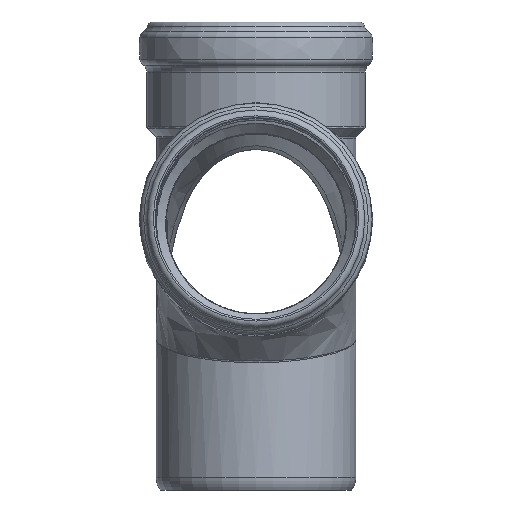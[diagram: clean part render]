
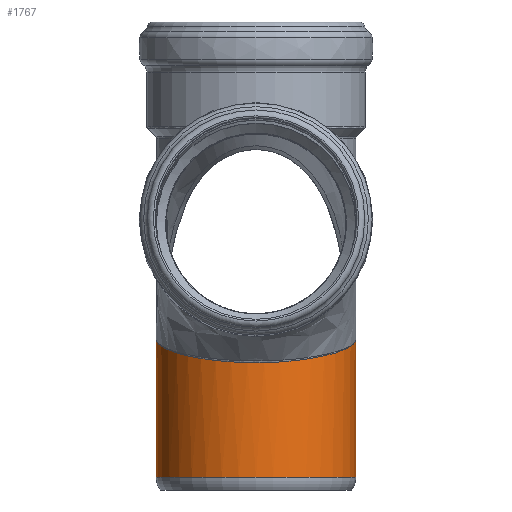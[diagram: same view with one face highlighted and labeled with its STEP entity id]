
A CAD part, left-side view. The second image highlights one B-rep face of the part: STEP entity #1767.
In plain terms, the highlighted cylindrical face has radius 55.05 mm (diameter 110.1 mm), a full revolution.
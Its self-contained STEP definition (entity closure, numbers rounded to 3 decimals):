
#89=B_SPLINE_CURVE_WITH_KNOTS('',3,(#4251,#4252,#4253,#4254,#4255,#4256,
#4257,#4258,#4259,#4260,#4261,#4262,#4263,#4264,#4265),.UNSPECIFIED.,.F.,
 .F.,(4,2,1,1,1,1,1,1,1,1,1,4),(-17.919,-17.911,-17.016,
-16.12,-15.224,-14.329,-13.433,
-12.538,-11.642,-10.747,-9.851,
-8.956),.UNSPECIFIED.);
#90=B_SPLINE_CURVE_WITH_KNOTS('',3,(#4266,#4267,#4268,#4269,#4270,#4271,
#4272,#4273,#4274,#4275,#4276,#4277,#4278,#4279,#4280,#4281),
 .UNSPECIFIED.,.F.,.F.,(4,1,1,1,1,1,1,1,1,1,1,2,4),(-8.956,-8.956,
-8.06,-7.164,-6.269,-5.373,
-4.478,-3.582,-2.687,-1.791,
-0.896,0.,0.008),.UNSPECIFIED.);
#91=B_SPLINE_CURVE_WITH_KNOTS('',3,(#4390,#4391,#4392,#4393,#4394,#4395,
#4396,#4397,#4398,#4399,#4400,#4401,#4402,#4403,#4404,#4405,#4406,#4407,
#4408,#4409,#4410,#4411,#4412,#4413,#4414,#4415,#4416),.UNSPECIFIED.,.F.,
 .F.,(4,2,1,1,1,1,1,1,1,1,1,1,1,1,1,1,1,1,1,1,1,2,4),(-17.908,
-17.901,-17.006,-16.11,-15.215,
-14.32,-13.425,-12.53,-11.635,
-10.74,-9.845,-8.95,-8.055,
-7.16,-6.265,-5.37,-4.475,
-3.58,-2.685,-1.79,-0.895,
0.,0.008),.UNSPECIFIED.);
#122=CYLINDRICAL_SURFACE('',#2059,55.05);
#148=LINE('',#5746,#174);
#174=VECTOR('',#2632,55.05);
#286=FACE_OUTER_BOUND('',#388,.T.);
#388=EDGE_LOOP('',(#1611,#1612,#1613,#1614,#1615,#1616,#1617));
#589=CIRCLE('',#2060,55.05);
#590=CIRCLE('',#2061,55.05);
#625=VERTEX_POINT('',#3443);
#626=VERTEX_POINT('',#3445);
#647=VERTEX_POINT('',#4250);
#771=VERTEX_POINT('',#5745);
#772=VERTEX_POINT('',#5747);
#846=EDGE_CURVE('',#625,#647,#89,.T.);
#847=EDGE_CURVE('',#647,#626,#90,.T.);
#848=EDGE_CURVE('',#626,#625,#91,.T.);
#1053=EDGE_CURVE('',#647,#771,#148,.T.);
#1054=EDGE_CURVE('',#771,#772,#589,.T.);
#1055=EDGE_CURVE('',#772,#771,#590,.T.);
#1611=ORIENTED_EDGE('',*,*,#846,.F.);
#1612=ORIENTED_EDGE('',*,*,#848,.F.);
#1613=ORIENTED_EDGE('',*,*,#847,.F.);
#1614=ORIENTED_EDGE('',*,*,#1053,.T.);
#1615=ORIENTED_EDGE('',*,*,#1054,.T.);
#1616=ORIENTED_EDGE('',*,*,#1055,.T.);
#1617=ORIENTED_EDGE('',*,*,#1053,.F.);
#1767=ADVANCED_FACE('',(#286),#122,.T.);
#2059=AXIS2_PLACEMENT_3D('',#5744,#2630,#2631);
#2060=AXIS2_PLACEMENT_3D('',#5748,#2633,#2634);
#2061=AXIS2_PLACEMENT_3D('',#5749,#2635,#2636);
#2630=DIRECTION('center_axis',(0.,0.,1.));
#2631=DIRECTION('ref_axis',(-1.,0.,0.));
#2632=DIRECTION('',(0.,0.,-1.));
#2633=DIRECTION('center_axis',(0.,0.,1.));
#2634=DIRECTION('ref_axis',(-1.,0.,0.));
#2635=DIRECTION('center_axis',(0.,0.,1.));
#2636=DIRECTION('ref_axis',(-1.,0.,0.));
#3443=CARTESIAN_POINT('',(0.,-55.05,83.));
#3445=CARTESIAN_POINT('',(0.,55.05,83.));
#4250=CARTESIAN_POINT('',(55.05,0.,70.167));
#4251=CARTESIAN_POINT('Ctrl Pts',(0.,-55.05,83.));
#4252=CARTESIAN_POINT('Ctrl Pts',(0.025,-55.05,82.995));
#4253=CARTESIAN_POINT('Ctrl Pts',(0.051,-55.05,
82.989));
#4254=CARTESIAN_POINT('Ctrl Pts',(2.923,-55.046,82.388));
#4255=CARTESIAN_POINT('Ctrl Pts',(8.642,-54.593,81.174));
#4256=CARTESIAN_POINT('Ctrl Pts',(16.983,-52.598,79.349));
#4257=CARTESIAN_POINT('Ctrl Pts',(24.919,-49.336,77.558));
#4258=CARTESIAN_POINT('Ctrl Pts',(32.287,-44.868,75.844));
#4259=CARTESIAN_POINT('Ctrl Pts',(38.936,-39.236,74.249));
#4260=CARTESIAN_POINT('Ctrl Pts',(44.566,-32.702,72.86));
#4261=CARTESIAN_POINT('Ctrl Pts',(49.177,-25.253,71.694));
#4262=CARTESIAN_POINT('Ctrl Pts',(52.527,-17.219,70.829));
#4263=CARTESIAN_POINT('Ctrl Pts',(54.59,-8.72,70.289));
#4264=CARTESIAN_POINT('Ctrl Pts',(55.05,-2.907,70.167));
#4265=CARTESIAN_POINT('Ctrl Pts',(55.05,0.,
70.167));
#4266=CARTESIAN_POINT('Ctrl Pts',(55.05,0.,
70.167));
#4267=CARTESIAN_POINT('Ctrl Pts',(55.05,0.,
70.167));
#4268=CARTESIAN_POINT('Ctrl Pts',(55.05,2.907,70.167));
#4269=CARTESIAN_POINT('Ctrl Pts',(54.59,8.72,70.289));
#4270=CARTESIAN_POINT('Ctrl Pts',(52.527,17.221,70.829));
#4271=CARTESIAN_POINT('Ctrl Pts',(49.177,25.253,71.694));
#4272=CARTESIAN_POINT('Ctrl Pts',(44.566,32.702,72.86));
#4273=CARTESIAN_POINT('Ctrl Pts',(38.936,39.237,74.249));
#4274=CARTESIAN_POINT('Ctrl Pts',(32.288,44.867,75.844));
#4275=CARTESIAN_POINT('Ctrl Pts',(24.919,49.337,77.558));
#4276=CARTESIAN_POINT('Ctrl Pts',(16.982,52.598,79.349));
#4277=CARTESIAN_POINT('Ctrl Pts',(8.641,54.593,81.174));
#4278=CARTESIAN_POINT('Ctrl Pts',(2.923,55.046,82.388));
#4279=CARTESIAN_POINT('Ctrl Pts',(0.051,55.05,82.989));
#4280=CARTESIAN_POINT('Ctrl Pts',(0.025,55.05,82.995));
#4281=CARTESIAN_POINT('Ctrl Pts',(0.,55.05,83.));
#4390=CARTESIAN_POINT('Ctrl Pts',(0.,55.05,83.));
#4391=CARTESIAN_POINT('Ctrl Pts',(-0.025,55.05,82.995));
#4392=CARTESIAN_POINT('Ctrl Pts',(-0.051,55.05,
82.989));
#4393=CARTESIAN_POINT('Ctrl Pts',(-2.921,55.046,82.388));
#4394=CARTESIAN_POINT('Ctrl Pts',(-8.644,54.592,81.173));
#4395=CARTESIAN_POINT('Ctrl Pts',(-16.972,52.602,79.351));
#4396=CARTESIAN_POINT('Ctrl Pts',(-24.924,49.334,77.557));
#4397=CARTESIAN_POINT('Ctrl Pts',(-32.255,44.884,75.851));
#4398=CARTESIAN_POINT('Ctrl Pts',(-38.852,39.322,74.27));
#4399=CARTESIAN_POINT('Ctrl Pts',(-44.552,32.723,72.864));
#4400=CARTESIAN_POINT('Ctrl Pts',(-49.12,25.355,71.708));
#4401=CARTESIAN_POINT('Ctrl Pts',(-52.505,17.297,70.835));
#4402=CARTESIAN_POINT('Ctrl Pts',(-54.572,8.819,70.293));
#4403=CARTESIAN_POINT('Ctrl Pts',(-55.279,0.09,
70.107));
#4404=CARTESIAN_POINT('Ctrl Pts',(-54.608,-8.608,70.284));
#4405=CARTESIAN_POINT('Ctrl Pts',(-52.556,-17.136,70.822));
#4406=CARTESIAN_POINT('Ctrl Pts',(-49.219,-25.168,71.683));
#4407=CARTESIAN_POINT('Ctrl Pts',(-44.624,-32.628,72.846));
#4408=CARTESIAN_POINT('Ctrl Pts',(-38.958,-39.212,74.244));
#4409=CARTESIAN_POINT('Ctrl Pts',(-32.388,-44.793,75.82));
#4410=CARTESIAN_POINT('Ctrl Pts',(-24.982,-49.307,77.544));
#4411=CARTESIAN_POINT('Ctrl Pts',(-17.077,-52.566,79.328));
#4412=CARTESIAN_POINT('Ctrl Pts',(-8.647,-54.599,81.173));
#4413=CARTESIAN_POINT('Ctrl Pts',(-2.922,-55.046,82.388));
#4414=CARTESIAN_POINT('Ctrl Pts',(-0.051,-55.05,
82.989));
#4415=CARTESIAN_POINT('Ctrl Pts',(-0.025,-55.05,82.995));
#4416=CARTESIAN_POINT('Ctrl Pts',(0.,-55.05,83.));
#5744=CARTESIAN_POINT('Origin',(0.,0.,0.));
#5745=CARTESIAN_POINT('',(55.05,0.,7.));
#5746=CARTESIAN_POINT('',(55.05,0.,0.));
#5747=CARTESIAN_POINT('',(-55.05,0.,7.));
#5748=CARTESIAN_POINT('Origin',(0.,0.,7.));
#5749=CARTESIAN_POINT('Origin',(0.,0.,7.));
